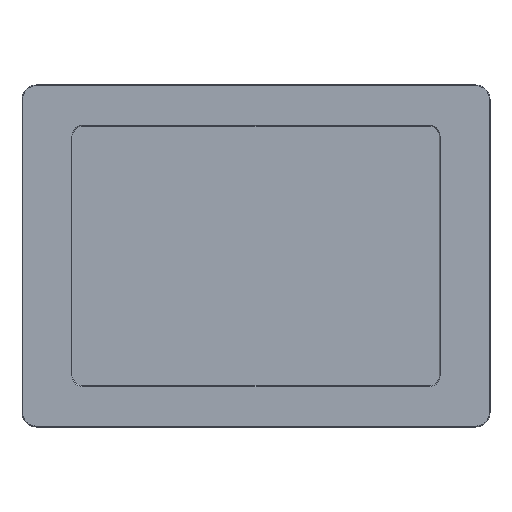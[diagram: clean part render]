
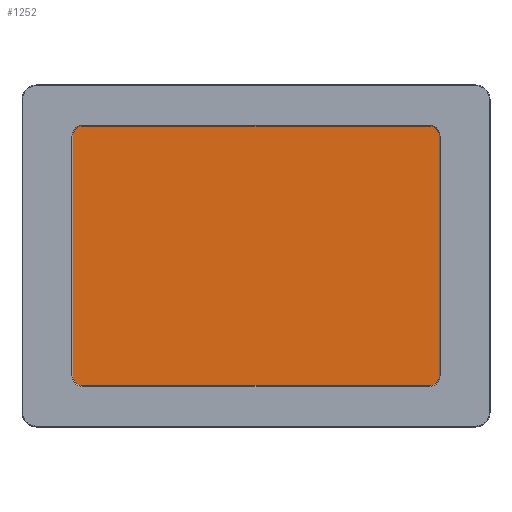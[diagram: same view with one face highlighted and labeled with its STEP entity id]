
A CAD part, top view. The second image highlights one B-rep face of the part: STEP entity #1252.
In plain terms, the highlighted planar face has unit normal (0, 0, 1).
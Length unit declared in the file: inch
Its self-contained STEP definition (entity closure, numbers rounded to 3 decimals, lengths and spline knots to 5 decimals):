
#66=FACE_OUTER_BOUND('',#150,.T.);
#150=EDGE_LOOP('',(#847,#848,#849,#850,#851,#852,#853,#854));
#247=CIRCLE('',#1361,0.26013);
#248=CIRCLE('',#1362,0.26013);
#249=CIRCLE('',#1363,0.26013);
#250=CIRCLE('',#1364,0.26013);
#315=LINE('',#1952,#431);
#316=LINE('',#1956,#432);
#317=LINE('',#1960,#433);
#318=LINE('',#1963,#434);
#431=VECTOR('',#1527,0.3937);
#432=VECTOR('',#1530,0.3937);
#433=VECTOR('',#1533,0.3937);
#434=VECTOR('',#1536,0.3937);
#551=VERTEX_POINT('',#1948);
#552=VERTEX_POINT('',#1949);
#553=VERTEX_POINT('',#1951);
#554=VERTEX_POINT('',#1953);
#555=VERTEX_POINT('',#1955);
#556=VERTEX_POINT('',#1957);
#557=VERTEX_POINT('',#1959);
#558=VERTEX_POINT('',#1961);
#663=EDGE_CURVE('',#551,#552,#247,.T.);
#664=EDGE_CURVE('',#553,#551,#315,.T.);
#665=EDGE_CURVE('',#554,#553,#248,.T.);
#666=EDGE_CURVE('',#555,#554,#316,.T.);
#667=EDGE_CURVE('',#556,#555,#249,.T.);
#668=EDGE_CURVE('',#557,#556,#317,.T.);
#669=EDGE_CURVE('',#558,#557,#250,.T.);
#670=EDGE_CURVE('',#552,#558,#318,.T.);
#847=ORIENTED_EDGE('',*,*,#663,.F.);
#848=ORIENTED_EDGE('',*,*,#664,.F.);
#849=ORIENTED_EDGE('',*,*,#665,.F.);
#850=ORIENTED_EDGE('',*,*,#666,.F.);
#851=ORIENTED_EDGE('',*,*,#667,.F.);
#852=ORIENTED_EDGE('',*,*,#668,.F.);
#853=ORIENTED_EDGE('',*,*,#669,.F.);
#854=ORIENTED_EDGE('',*,*,#670,.F.);
#1208=PLANE('',#1360);
#1252=ADVANCED_FACE('',(#66),#1208,.T.);
#1360=AXIS2_PLACEMENT_3D('',#1947,#1523,#1524);
#1361=AXIS2_PLACEMENT_3D('',#1950,#1525,#1526);
#1362=AXIS2_PLACEMENT_3D('',#1954,#1528,#1529);
#1363=AXIS2_PLACEMENT_3D('',#1958,#1531,#1532);
#1364=AXIS2_PLACEMENT_3D('',#1962,#1534,#1535);
#1523=DIRECTION('center_axis',(0.,0.,
1.));
#1524=DIRECTION('ref_axis',(1.,0.,0.));
#1525=DIRECTION('center_axis',(0.,0.,
-1.));
#1526=DIRECTION('ref_axis',(0.707,0.707,0.));
#1527=DIRECTION('',(1.,0.,0.));
#1528=DIRECTION('center_axis',(0.,0.,
-1.));
#1529=DIRECTION('ref_axis',(-0.707,0.707,0.));
#1530=DIRECTION('',(0.,1.,0.));
#1531=DIRECTION('center_axis',(0.,0.,
-1.));
#1532=DIRECTION('ref_axis',(-0.707,-0.707,0.));
#1533=DIRECTION('',(-1.,0.,0.));
#1534=DIRECTION('center_axis',(0.,0.,
-1.));
#1535=DIRECTION('ref_axis',(0.707,-0.707,0.));
#1536=DIRECTION('',(0.,-1.,0.));
#1947=CARTESIAN_POINT('Origin',(6.41219,-4.29817,0.635));
#1948=CARTESIAN_POINT('',(10.57888,-0.95361,0.635));
#1949=CARTESIAN_POINT('',(10.839,-1.21374,0.635));
#1950=CARTESIAN_POINT('Origin',(10.57888,-1.21374,0.635));
#1951=CARTESIAN_POINT('',(1.57813,-0.95361,0.635));
#1952=CARTESIAN_POINT('',(8.6256,-0.95361,0.635));
#1953=CARTESIAN_POINT('',(1.318,-1.21374,0.635));
#1954=CARTESIAN_POINT('Origin',(1.57813,-1.21374,0.635));
#1955=CARTESIAN_POINT('',(1.318,-7.44049,0.635));
#1956=CARTESIAN_POINT('',(1.318,-2.62589,0.635));
#1957=CARTESIAN_POINT('',(1.57813,-7.70061,0.635));
#1958=CARTESIAN_POINT('Origin',(1.57813,-7.44049,0.635));
#1959=CARTESIAN_POINT('',(10.57888,-7.70061,0.635));
#1960=CARTESIAN_POINT('',(3.8651,-7.70061,0.635));
#1961=CARTESIAN_POINT('',(10.839,-7.44049,0.635));
#1962=CARTESIAN_POINT('Origin',(10.57888,-7.44049,0.635));
#1963=CARTESIAN_POINT('',(10.839,-5.99939,0.635));
